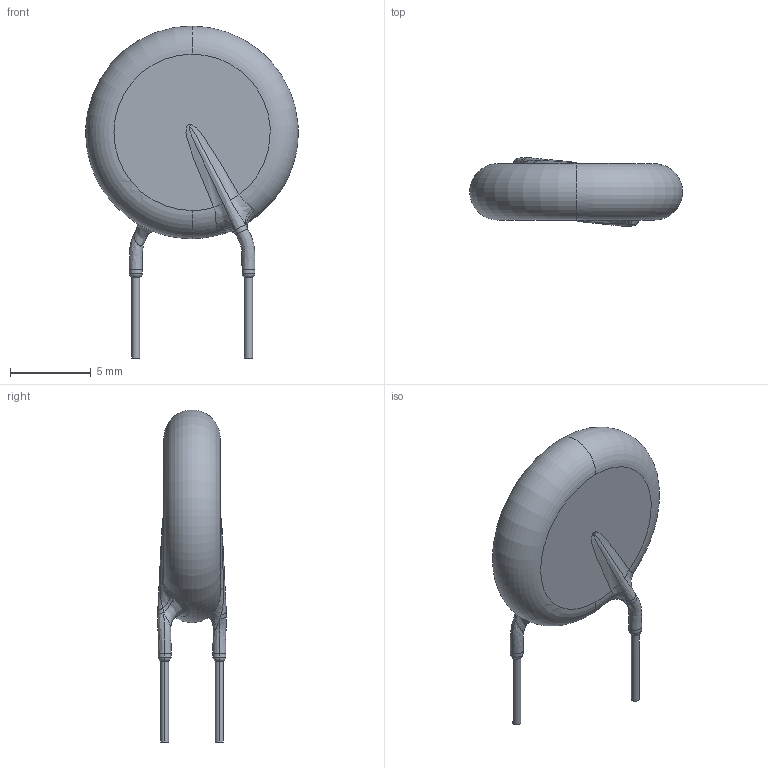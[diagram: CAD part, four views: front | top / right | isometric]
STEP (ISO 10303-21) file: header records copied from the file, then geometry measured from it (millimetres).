
FILE_DESCRIPTION (( 'STEP AP214' ), '1' );
FILE_NAME ('CAP-TH_L13.2-W3.5-P7.00-D0.5-S3.4.step', '2022-07-01T07:58:59', ( '' ), ( '' ), 'SwSTEP 2.0', 'SolidWorks 2020', '' );
FILE_SCHEMA (( 'AUTOMOTIVE_DESIGN' ));
Length unit declared in the file: millimetre
Products named in the file (1): CAP-TH_L13.2-W3.5-P7.00-D0.5-S3.4
Bounding box: 13.19 x 4.27 x 20.6 mm (x, y, z)
Volume: 436.9 mm3; surface area: 389.9 mm2
Topology: 1 solids, 1 shells, 264 faces, 709 edges, 466 vertices
Faces by surface type: plane 130, bspline 116, cylinder 12, torus 6
Entity records: 13007 total; most frequent: CARTESIAN_POINT 4256, ORIENTED_EDGE 1418, DIRECTION 811, EDGE_CURVE 709, VERTEX_POINT 466, LINE 425, VECTOR 425, EDGE_LOOP 283
